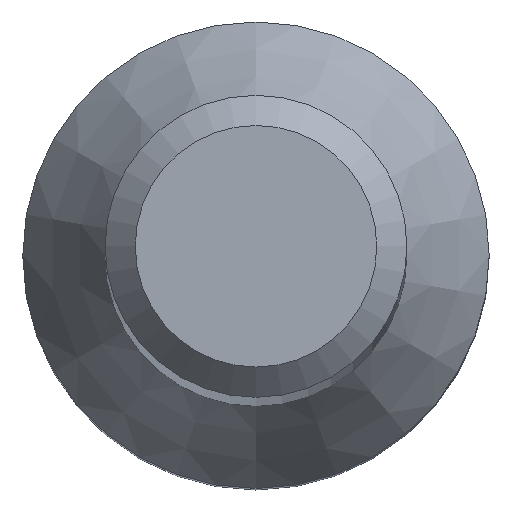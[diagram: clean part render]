
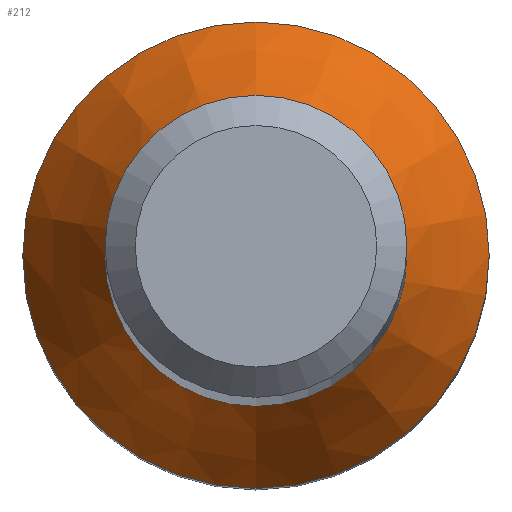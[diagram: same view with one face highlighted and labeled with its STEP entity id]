
A CAD part, top view. The second image highlights one B-rep face of the part: STEP entity #212.
In plain terms, the highlighted conical face has half-angle 30 degrees and reference radius 3.09 mm.
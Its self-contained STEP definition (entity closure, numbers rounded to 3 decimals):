
#1 = ORIENTED_EDGE ( 'NONE', *, *, #71, .T. ) ;
#35 = DIRECTION ( 'NONE',  ( 0., 0., -1. ) ) ;
#38 = VERTEX_POINT ( 'NONE', #164 ) ;
#40 = FACE_OUTER_BOUND ( 'NONE', #109, .T. ) ;
#49 = AXIS2_PLACEMENT_3D ( 'NONE', #85, #35, #63 ) ;
#53 = CIRCLE ( 'NONE', #118, 2. ) ;
#58 = DIRECTION ( 'NONE',  ( 0., 0., -1. ) ) ;
#63 = DIRECTION ( 'NONE',  ( 0., 1., 0. ) ) ;
#66 = EDGE_CURVE ( 'NONE', #38, #38, #110, .T. ) ;
#71 = EDGE_CURVE ( 'NONE', #117, #117, #53, .T. ) ;
#72 = DIRECTION ( 'NONE',  ( 0., 0., -1. ) ) ;
#85 = CARTESIAN_POINT ( 'NONE',  ( 0., 0., 12.104 ) ) ;
#106 = CONICAL_SURFACE ( 'NONE', #49, 3.09, 0.524 ) ;
#109 = EDGE_LOOP ( 'NONE', ( #238 ) ) ;
#110 = CIRCLE ( 'NONE', #119, 3.09 ) ;
#113 = DIRECTION ( 'NONE',  ( 0., 1., 0. ) ) ;
#117 = VERTEX_POINT ( 'NONE', #162 ) ;
#118 = AXIS2_PLACEMENT_3D ( 'NONE', #131, #72, #113 ) ;
#119 = AXIS2_PLACEMENT_3D ( 'NONE', #240, #58, #197 ) ;
#131 = CARTESIAN_POINT ( 'NONE',  ( 0., 0., 13.992 ) ) ;
#162 = CARTESIAN_POINT ( 'NONE',  ( 0., 2., 13.992 ) ) ;
#164 = CARTESIAN_POINT ( 'NONE',  ( 0., 3.09, 12.104 ) ) ;
#167 = EDGE_LOOP ( 'NONE', ( #1 ) ) ;
#197 = DIRECTION ( 'NONE',  ( 0., 1., 0. ) ) ;
#212 = ADVANCED_FACE ( 'NONE', ( #215, #40 ), #106, .T. ) ;
#215 = FACE_BOUND ( 'NONE', #167, .T. ) ;
#238 = ORIENTED_EDGE ( 'NONE', *, *, #66, .F. ) ;
#240 = CARTESIAN_POINT ( 'NONE',  ( 0., 0., 12.104 ) ) ;
